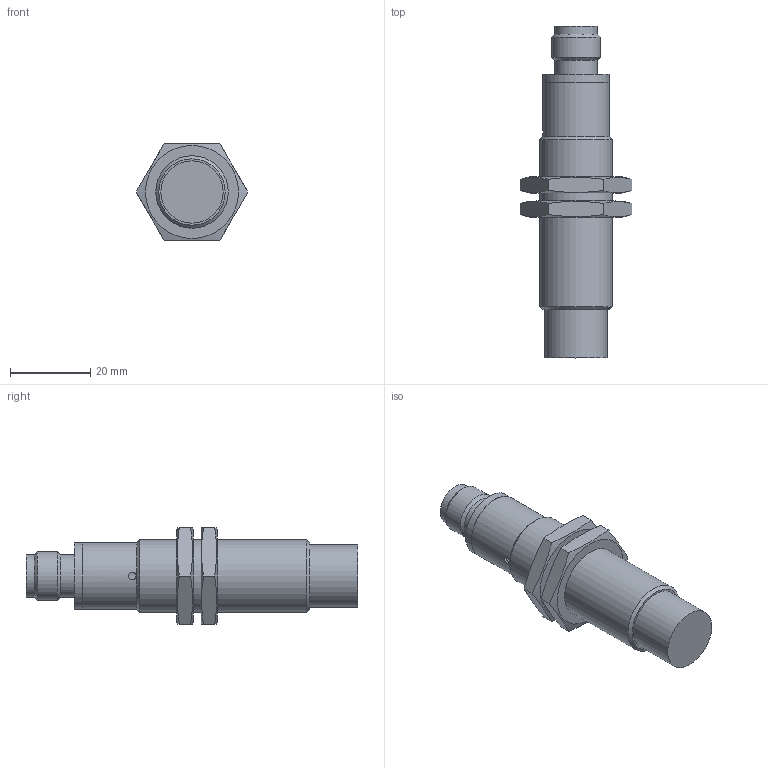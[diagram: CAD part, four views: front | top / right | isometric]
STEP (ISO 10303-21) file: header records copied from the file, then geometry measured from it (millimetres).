
FILE_DESCRIPTION(/* description */ (''),/* implementation_level */ '2;1');
FILE_NAME(/* name */ 'KA0896_Shrinkwrap_1.stp',/* time_stamp */ '2021-11-22T14:42:49+01:00',/* author */ ('Krieger Anja'),/* organization */ (''),/* preprocessor_version */ 'ST-DEVELOPER v18.1',/* originating_system */ 'Autodesk Inventor 2021',/* authorisation */ '');
FILE_SCHEMA (('AUTOMOTIVE_DESIGN { 1 0 10303 214 3 1 1 }'));
Length unit declared in the file: millimetre
Products named in the file (1): KA0896_Shrinkwrap_1
Bounding box: 27.71 x 82.5 x 24 mm (x, y, z)
Volume: 8340 mm3; surface area: 13186.1 mm2
Topology: 9 solids, 9 shells, 75 faces, 158 edges, 104 vertices
Faces by surface type: plane 35, cylinder 27, cone 9, sphere 4
Full cylindrical faces by diameter (mm): 1 x8, 1.9 x1, 10.5 x2, 12 x1, 12.5 x1, 14.3 x1, 15 x3, 15.5 x2, 16 x1, 16.5 x1, 16.6 x1, 18 x3
Entity records: 2222 total; most frequent: CARTESIAN_POINT 452, DIRECTION 350, ORIENTED_EDGE 308, EDGE_CURVE 154, AXIS2_PLACEMENT_3D 150, VERTEX_POINT 104, EDGE_LOOP 98, STYLED_ITEM 84
